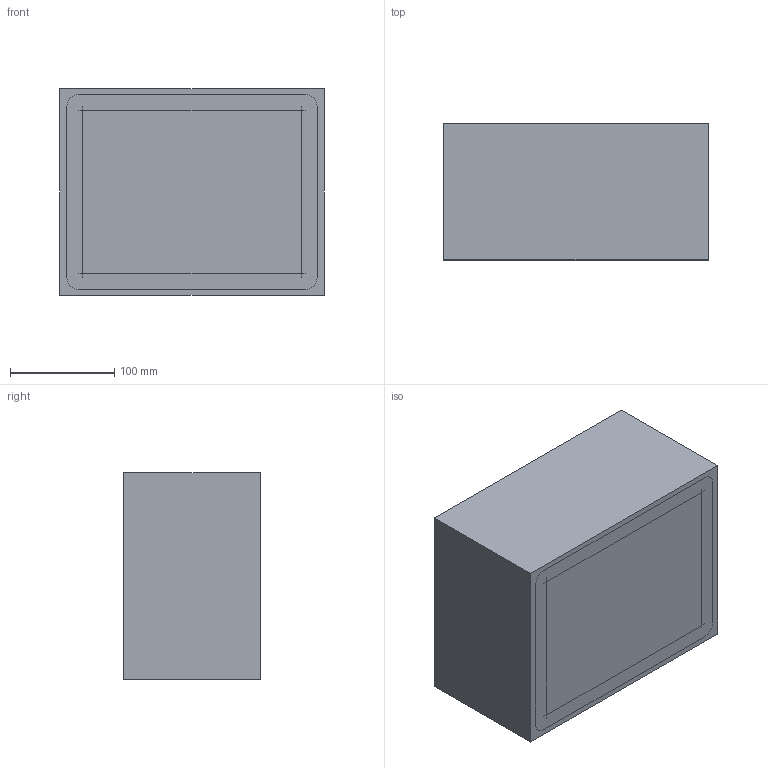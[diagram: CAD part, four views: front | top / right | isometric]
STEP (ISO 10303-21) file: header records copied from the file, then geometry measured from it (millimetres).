
FILE_DESCRIPTION (( 'STEP AP203' ), '1' );
FILE_NAME ('1300-CASE-BOT.STEP', '2006-02-09T16:45:30', ( ' ' ), ( ' ' ), 'SwSTEP 2.0', 'SolidWorks 2005143', '' );
FILE_SCHEMA (( 'CONFIG_CONTROL_DESIGN' ));
Length unit declared in the file: inch
Products named in the file (1): 1300-CASE-BOT
Bounding box: 254 x 130.81 x 198.12 mm (x, y, z)
Volume: 1283087.9 mm3; surface area: 403217.6 mm2
Topology: 2 solids, 2 shells, 108 faces, 262 edges, 160 vertices
Faces by surface type: plane 56, cylinder 40, sphere 8, cone 4
Entity records: 3321 total; most frequent: CARTESIAN_POINT 793, DIRECTION 512, ORIENTED_EDGE 508, EDGE_CURVE 254, AXIS2_PLACEMENT_3D 183, VERTEX_POINT 160, VECTOR 146, LINE 146
